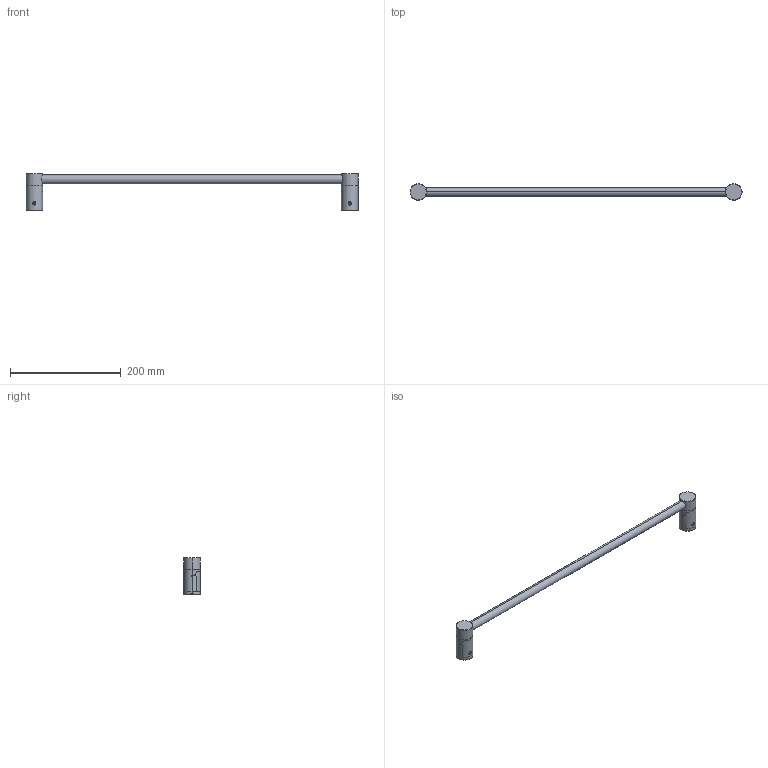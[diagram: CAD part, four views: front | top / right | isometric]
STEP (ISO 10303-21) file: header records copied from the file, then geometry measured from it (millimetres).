
FILE_DESCRIPTION (( 'STEP AP203' ), '1' );
FILE_NAME ('39601A-00-00.STEP', '2023-03-27T11:40:00', ( 'Windows User' ), ( 'P R C' ), 'SwSTEP 2.0', 'SolidWorks 2015', '' );
FILE_SCHEMA (( 'CONFIG_CONTROL_DESIGN' ));
Length unit declared in the file: millimetre
Products named in the file (1): 39601A-00-00
Bounding box: 600 x 30 x 66.5 mm (x, y, z)
Surface area: 55805.7 mm2 (no closed solid volume)
Topology: 0 solids, 11 shells, 91 faces, 279 edges, 196 vertices
Faces by surface type: cylinder 52, plane 27, cone 8, torus 4
Entity records: 3896 total; most frequent: CARTESIAN_POINT 1355, DIRECTION 531, ORIENTED_EDGE 438, EDGE_CURVE 279, AXIS2_PLACEMENT_3D 200, VERTEX_POINT 196, VECTOR 131, LINE 131
